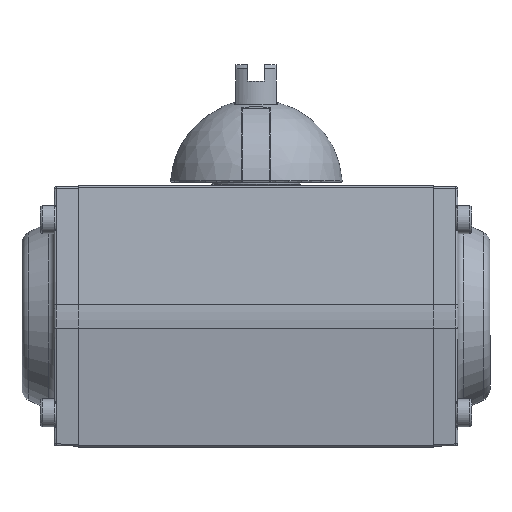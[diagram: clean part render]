
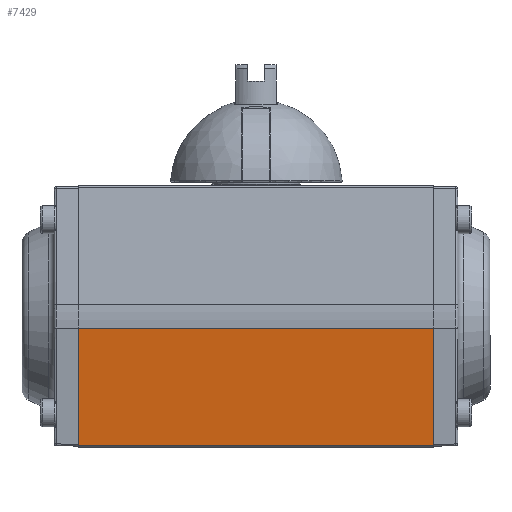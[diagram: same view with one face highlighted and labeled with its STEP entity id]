
A CAD part, left-side view. The second image highlights one B-rep face of the part: STEP entity #7429.
In plain terms, the highlighted planar face has unit normal (-0.994, 0, -0.112).
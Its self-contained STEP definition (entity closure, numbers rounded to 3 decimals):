
#469=LINE('',#13348,#977);
#475=LINE('',#13387,#983);
#480=LINE('',#13416,#988);
#507=LINE('',#13675,#1015);
#977=VECTOR('',#10076,1000.);
#983=VECTOR('',#10112,1000.);
#988=VECTOR('',#10139,1000.);
#1015=VECTOR('',#10214,1000.);
#1475=PLANE('',#8418);
#2734=ORIENTED_EDGE('',*,*,#4077,.F.);
#2735=ORIENTED_EDGE('',*,*,#4111,.F.);
#2736=ORIENTED_EDGE('',*,*,#4096,.T.);
#2737=ORIENTED_EDGE('',*,*,#4152,.T.);
#4077=EDGE_CURVE('',#6074,#6075,#469,.T.);
#4096=EDGE_CURVE('',#6093,#6092,#475,.T.);
#4111=EDGE_CURVE('',#6093,#6074,#480,.T.);
#4152=EDGE_CURVE('',#6092,#6075,#507,.T.);
#5483=EDGE_LOOP('',(#2734,#2735,#2736,#2737));
#6074=VERTEX_POINT('',#13347);
#6075=VERTEX_POINT('',#13349);
#6092=VERTEX_POINT('',#13386);
#6093=VERTEX_POINT('',#13388);
#6891=FACE_BOUND('',#5483,.T.);
#7429=ADVANCED_FACE('',(#6891),#1475,.T.);
#8418=AXIS2_PLACEMENT_3D('',#13674,#10212,#10213);
#10076=DIRECTION('',(-0.112,0.,0.994));
#10112=DIRECTION('',(-0.112,0.,0.994));
#10139=DIRECTION('',(0.,1.,0.));
#10212=DIRECTION('',(-0.994,0.,-0.112));
#10213=DIRECTION('',(-0.112,0.,0.994));
#10214=DIRECTION('',(0.,1.,0.));
#13347=CARTESIAN_POINT('',(-23.05,44.1,-32.056));
#13348=CARTESIAN_POINT('',(-23.,44.1,-32.5));
#13349=CARTESIAN_POINT('',(-26.333,44.1,-2.972));
#13386=CARTESIAN_POINT('',(-26.333,-44.1,-2.972));
#13387=CARTESIAN_POINT('',(-23.,-44.1,-32.5));
#13388=CARTESIAN_POINT('',(-23.05,-44.1,-32.056));
#13416=CARTESIAN_POINT('',(-23.05,-44.1,-32.056));
#13674=CARTESIAN_POINT('',(-23.,-44.1,-32.5));
#13675=CARTESIAN_POINT('',(-26.333,-44.1,-2.972));
